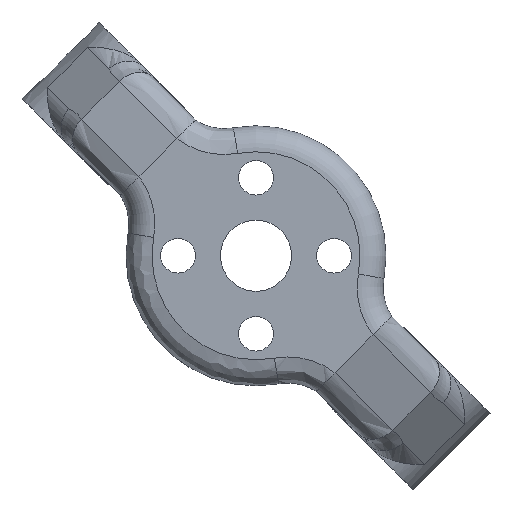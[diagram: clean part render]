
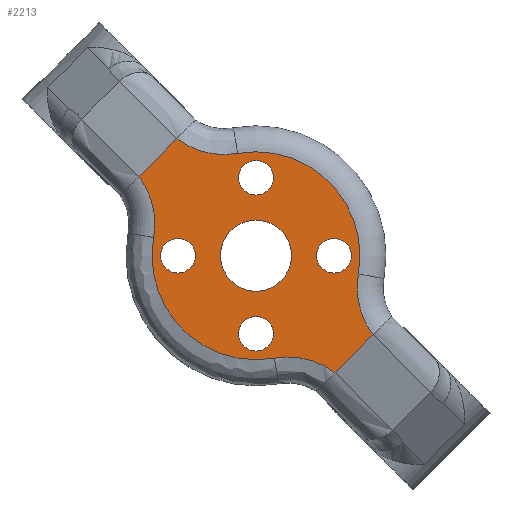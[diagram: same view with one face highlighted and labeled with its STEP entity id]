
A CAD part, top view. The second image highlights one B-rep face of the part: STEP entity #2213.
In plain terms, the highlighted planar face has unit normal (0, 0, 1).
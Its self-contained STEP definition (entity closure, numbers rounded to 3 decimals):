
#504=CARTESIAN_POINT('',(-43.948,-50.907,12.3));
#505=VERTEX_POINT('',#504);
#506=CARTESIAN_POINT('',(-40.439,-51.752,12.3));
#507=VERTEX_POINT('',#506);
#508=CARTESIAN_POINT('',(-43.158,-55.337,12.3));
#509=DIRECTION('',(0.,0.,-1.0));
#510=DIRECTION('',(0.433,0.901,0.));
#511=AXIS2_PLACEMENT_3D('',#508,#509,#510);
#512=CIRCLE('',#511,4.5);
#513=EDGE_CURVE('',#505,#507,#512,.T.);
#571=CARTESIAN_POINT('',(-51.752,-40.439,12.3));
#572=VERTEX_POINT('',#571);
#610=CARTESIAN_POINT('',(-50.907,-43.948,12.3));
#611=VERTEX_POINT('',#610);
#619=CARTESIAN_POINT('',(-55.337,-43.158,12.3));
#620=DIRECTION('',(0.,0.,1.));
#621=DIRECTION('',(0.901,0.433,0.));
#622=AXIS2_PLACEMENT_3D('',#619,#620,#621);
#623=CIRCLE('',#622,4.5);
#624=EDGE_CURVE('',#611,#572,#623,.T.);
#868=CARTESIAN_POINT('',(-49.561,-38.248,12.3));
#869=VERTEX_POINT('',#868);
#886=CARTESIAN_POINT('',(-46.052,-39.093,12.3));
#887=VERTEX_POINT('',#886);
#888=CARTESIAN_POINT('',(-46.842,-34.663,12.3));
#889=DIRECTION('',(0.0,0.0,-1.0));
#890=DIRECTION('',(-0.433,-0.901,0.0));
#891=AXIS2_PLACEMENT_3D('',#888,#889,#890);
#892=CIRCLE('',#891,4.5);
#893=EDGE_CURVE('',#887,#869,#892,.T.);
#932=CARTESIAN_POINT('',(-45.,-41.5,12.3));
#933=VERTEX_POINT('',#932);
#934=CARTESIAN_POINT('',(-45.,-40.5,12.3));
#935=DIRECTION('',(0.0,0.0,1.0));
#936=DIRECTION('',(0.0,1.0,0.0));
#937=AXIS2_PLACEMENT_3D('',#934,#935,#936);
#938=CIRCLE('',#937,1.);
#939=EDGE_CURVE('',#933,#933,#938,.T.);
#960=CARTESIAN_POINT('',(-48.5,-45.,12.3));
#961=VERTEX_POINT('',#960);
#962=CARTESIAN_POINT('',(-49.5,-45.,12.3));
#963=DIRECTION('',(0.0,0.0,-1.0));
#964=DIRECTION('',(-1.0,0.0,0.0));
#965=AXIS2_PLACEMENT_3D('',#962,#963,#964);
#966=CIRCLE('',#965,1.);
#967=EDGE_CURVE('',#961,#961,#966,.T.);
#1215=CARTESIAN_POINT('',(-51.752,-40.439,12.3));
#1216=DIRECTION('',(0.707,0.707,0.0));
#1217=VECTOR('',#1216,3.098);
#1218=LINE('',#1215,#1217);
#1219=EDGE_CURVE('',#572,#869,#1218,.T.);
#2132=CARTESIAN_POINT('',(-45.0,-45.0,12.3));
#2133=DIRECTION('',(0.0,0.0,-1.0));
#2134=DIRECTION('',(-1.0,0.0,0.0));
#2135=AXIS2_PLACEMENT_3D('',#2132,#2133,#2134);
#2136=PLANE('',#2135);
#2137=CARTESIAN_POINT('',(-39.093,-46.052,12.3));
#2138=VERTEX_POINT('',#2137);
#2139=CARTESIAN_POINT('',(-38.248,-49.561,12.3));
#2140=VERTEX_POINT('',#2139);
#2141=CARTESIAN_POINT('',(-34.663,-46.842,12.3));
#2142=DIRECTION('',(0.0,0.0,1.));
#2143=DIRECTION('',(-0.901,-0.433,0.0));
#2144=AXIS2_PLACEMENT_3D('',#2141,#2142,#2143);
#2145=CIRCLE('',#2144,4.5);
#2146=EDGE_CURVE('',#2138,#2140,#2145,.T.);
#2147=ORIENTED_EDGE('',*,*,#2146,.F.);
#2148=CARTESIAN_POINT('',(-45.,-45.0,12.3));
#2149=DIRECTION('',(0.0,0.0,-1.0));
#2150=DIRECTION('',(0.954,0.3,0.0));
#2151=AXIS2_PLACEMENT_3D('',#2148,#2149,#2150);
#2152=CIRCLE('',#2151,6.0);
#2153=EDGE_CURVE('',#887,#2138,#2152,.T.);
#2154=ORIENTED_EDGE('',*,*,#2153,.F.);
#2155=ORIENTED_EDGE('',*,*,#893,.T.);
#2156=ORIENTED_EDGE('',*,*,#1219,.F.);
#2157=ORIENTED_EDGE('',*,*,#624,.F.);
#2158=CARTESIAN_POINT('',(-45.,-45.,12.3));
#2159=DIRECTION('',(0.,0.,-1.0));
#2160=DIRECTION('',(-0.954,-0.3,0.));
#2161=AXIS2_PLACEMENT_3D('',#2158,#2159,#2160);
#2162=CIRCLE('',#2161,6.0);
#2163=EDGE_CURVE('',#505,#611,#2162,.T.);
#2164=ORIENTED_EDGE('',*,*,#2163,.F.);
#2165=ORIENTED_EDGE('',*,*,#513,.T.);
#2166=CARTESIAN_POINT('',(-40.439,-51.752,12.3));
#2167=DIRECTION('',(0.707,0.707,0.0));
#2168=VECTOR('',#2167,3.098);
#2169=LINE('',#2166,#2168);
#2170=EDGE_CURVE('',#507,#2140,#2169,.T.);
#2171=ORIENTED_EDGE('',*,*,#2170,.T.);
#2172=EDGE_LOOP('',(#2147,#2154,#2155,#2156,#2157,#2164,#2165,#2171));
#2173=FACE_OUTER_BOUND('',#2172,.T.);
#2174=CARTESIAN_POINT('',(-46.45,-46.45,12.3));
#2175=VERTEX_POINT('',#2174);
#2176=CARTESIAN_POINT('',(-45.0,-45.0,12.3));
#2177=DIRECTION('',(0.0,0.0,-1.0));
#2178=DIRECTION('',(1.0,0.0,0.0));
#2179=AXIS2_PLACEMENT_3D('',#2176,#2177,#2178);
#2180=CIRCLE('',#2179,2.05);
#2181=EDGE_CURVE('',#2175,#2175,#2180,.T.);
#2182=ORIENTED_EDGE('',*,*,#2181,.T.);
#2183=EDGE_LOOP('',(#2182));
#2184=FACE_BOUND('',#2183,.T.);
#2185=ORIENTED_EDGE('',*,*,#967,.T.);
#2186=EDGE_LOOP('',(#2185));
#2187=FACE_BOUND('',#2186,.T.);
#2188=ORIENTED_EDGE('',*,*,#939,.F.);
#2189=EDGE_LOOP('',(#2188));
#2190=FACE_BOUND('',#2189,.T.);
#2191=CARTESIAN_POINT('',(-41.5,-45.0,12.3));
#2192=VERTEX_POINT('',#2191);
#2193=CARTESIAN_POINT('',(-40.5,-45.0,12.3));
#2194=DIRECTION('',(0.0,0.0,-1.0));
#2195=DIRECTION('',(1.0,0.0,0.0));
#2196=AXIS2_PLACEMENT_3D('',#2193,#2194,#2195);
#2197=CIRCLE('',#2196,1.);
#2198=EDGE_CURVE('',#2192,#2192,#2197,.T.);
#2199=ORIENTED_EDGE('',*,*,#2198,.T.);
#2200=EDGE_LOOP('',(#2199));
#2201=FACE_BOUND('',#2200,.T.);
#2202=CARTESIAN_POINT('',(-45.0,-48.5,12.3));
#2203=VERTEX_POINT('',#2202);
#2204=CARTESIAN_POINT('',(-45.,-49.5,12.3));
#2205=DIRECTION('',(0.0,0.0,1.0));
#2206=DIRECTION('',(0.0,-1.0,0.0));
#2207=AXIS2_PLACEMENT_3D('',#2204,#2205,#2206);
#2208=CIRCLE('',#2207,1.);
#2209=EDGE_CURVE('',#2203,#2203,#2208,.T.);
#2210=ORIENTED_EDGE('',*,*,#2209,.F.);
#2211=EDGE_LOOP('',(#2210));
#2212=FACE_BOUND('',#2211,.T.);
#2213=ADVANCED_FACE('',(#2173,#2184,#2187,#2190,#2201,#2212),#2136,.F.);
